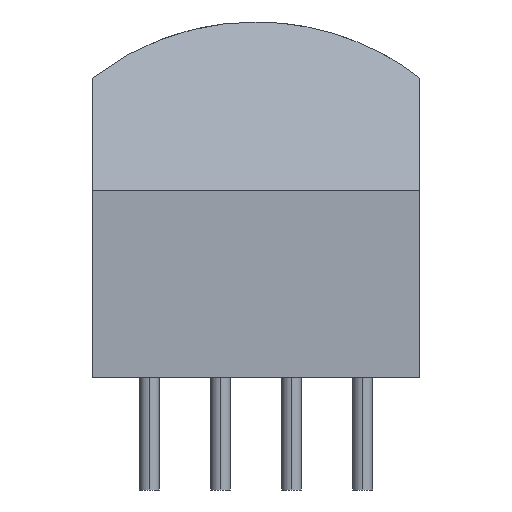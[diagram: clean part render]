
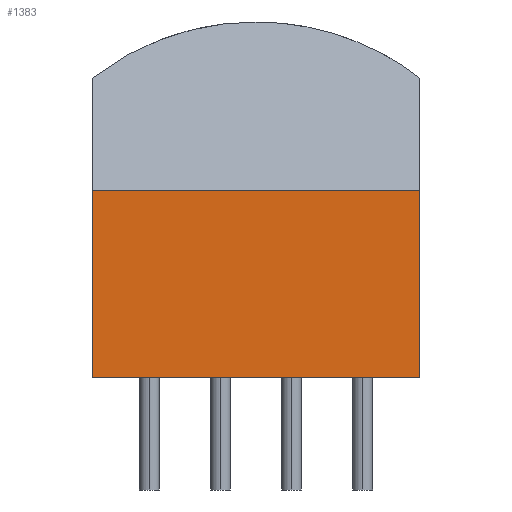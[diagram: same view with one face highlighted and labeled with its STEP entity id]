
A CAD part, left-side view. The second image highlights one B-rep face of the part: STEP entity #1383.
In plain terms, the highlighted planar face has unit normal (-1, 0, 0).
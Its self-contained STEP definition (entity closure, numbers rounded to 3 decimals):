
#1227=CARTESIAN_POINT('',(-5.32,5.85,6.7));
#1228=VERTEX_POINT('',#1227);
#1235=CARTESIAN_POINT('',(-5.32,-5.85,6.7));
#1236=VERTEX_POINT('',#1235);
#1237=CARTESIAN_POINT('',(-5.32,-5.85,6.7));
#1238=DIRECTION('',(0.0,1.0,0.0));
#1239=VECTOR('',#1238,11.7);
#1240=LINE('',#1237,#1239);
#1241=EDGE_CURVE('',#1236,#1228,#1240,.T.);
#1293=CARTESIAN_POINT('',(-5.32,-5.85,0.0));
#1294=VERTEX_POINT('',#1293);
#1295=CARTESIAN_POINT('',(-5.32,-5.85,0.0));
#1296=DIRECTION('',(0.0,0.0,1.0));
#1297=VECTOR('',#1296,6.7);
#1298=LINE('',#1295,#1297);
#1299=EDGE_CURVE('',#1294,#1236,#1298,.T.);
#1332=CARTESIAN_POINT('',(-5.32,5.85,0.0));
#1333=VERTEX_POINT('',#1332);
#1340=CARTESIAN_POINT('',(-5.32,5.85,0.0));
#1341=DIRECTION('',(0.0,0.0,1.0));
#1342=VECTOR('',#1341,6.7);
#1343=LINE('',#1340,#1342);
#1344=EDGE_CURVE('',#1333,#1228,#1343,.T.);
#1356=CARTESIAN_POINT('',(-5.32,-5.85,0.0));
#1357=DIRECTION('',(0.0,1.0,0.0));
#1358=VECTOR('',#1357,11.7);
#1359=LINE('',#1356,#1358);
#1360=EDGE_CURVE('',#1294,#1333,#1359,.T.);
#1372=CARTESIAN_POINT('',(-5.32,0.,11.318));
#1373=DIRECTION('',(1.0,0.0,0.0));
#1374=DIRECTION('',(0.0,0.0,-1.0));
#1375=AXIS2_PLACEMENT_3D('',#1372,#1373,#1374);
#1376=PLANE('',#1375);
#1377=ORIENTED_EDGE('',*,*,#1241,.T.);
#1378=ORIENTED_EDGE('',*,*,#1344,.F.);
#1379=ORIENTED_EDGE('',*,*,#1360,.F.);
#1380=ORIENTED_EDGE('',*,*,#1299,.T.);
#1381=EDGE_LOOP('',(#1377,#1378,#1379,#1380));
#1382=FACE_OUTER_BOUND('',#1381,.T.);
#1383=ADVANCED_FACE('',(#1382),#1376,.F.);
